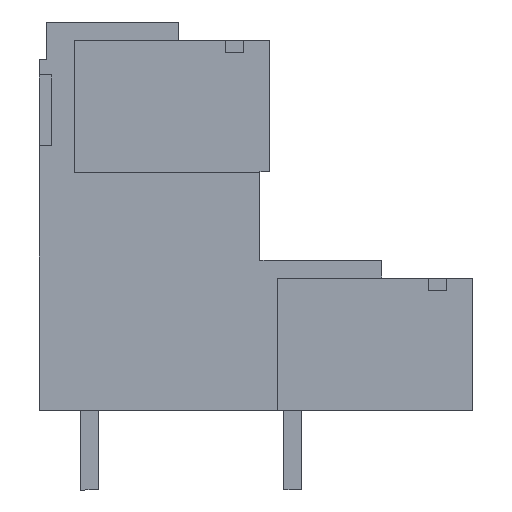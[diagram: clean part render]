
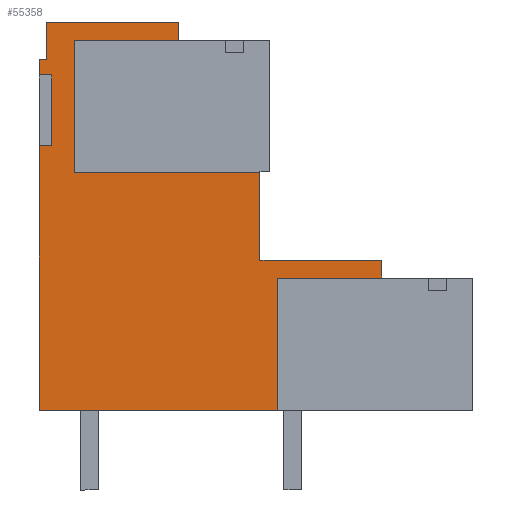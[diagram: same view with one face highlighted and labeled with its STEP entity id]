
A CAD part, left-side view. The second image highlights one B-rep face of the part: STEP entity #55358.
In plain terms, the highlighted planar face has unit normal (-1, 0, 0).
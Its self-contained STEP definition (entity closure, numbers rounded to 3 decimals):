
#55336=AXIS2_PLACEMENT_3D('Plane Axis2P3D',#55333,#55334,#55335) ;
#2861=CARTESIAN_POINT('Vertex',(3.45,5.15,12.)) ;
#2864=CARTESIAN_POINT('Line Origine',(3.45,8.1,12.)) ;
#2868=CARTESIAN_POINT('Vertex',(3.45,11.05,12.)) ;
#3960=CARTESIAN_POINT('Vertex',(3.45,5.15,13.)) ;
#3963=CARTESIAN_POINT('Line Origine',(3.45,5.15,12.5)) ;
#3991=CARTESIAN_POINT('Vertex',(3.45,12.05,13.)) ;
#3994=CARTESIAN_POINT('Line Origine',(3.45,8.6,13.)) ;
#4027=CARTESIAN_POINT('Vertex',(3.45,12.05,18.)) ;
#4030=CARTESIAN_POINT('Line Origine',(3.45,12.05,15.5)) ;
#4127=CARTESIAN_POINT('Vertex',(3.45,16.65,25.475)) ;
#4130=CARTESIAN_POINT('Line Origine',(3.45,19.6,25.475)) ;
#4134=CARTESIAN_POINT('Vertex',(3.45,22.55,25.475)) ;
#5240=CARTESIAN_POINT('Vertex',(3.45,16.65,26.5)) ;
#5243=CARTESIAN_POINT('Line Origine',(3.45,16.65,25.988)) ;
#5327=CARTESIAN_POINT('Vertex',(3.45,24.15,26.5)) ;
#5330=CARTESIAN_POINT('Line Origine',(3.45,20.4,26.5)) ;
#6037=CARTESIAN_POINT('Vertex',(3.45,24.55,24.39)) ;
#6040=CARTESIAN_POINT('Line Origine',(3.45,24.35,24.39)) ;
#6044=CARTESIAN_POINT('Vertex',(3.45,24.15,24.39)) ;
#8093=CARTESIAN_POINT('Vertex',(3.45,24.55,4.5)) ;
#8096=CARTESIAN_POINT('Line Origine',(3.45,24.55,12.)) ;
#8100=CARTESIAN_POINT('Vertex',(3.45,24.55,19.5)) ;
#8121=CARTESIAN_POINT('Vertex',(3.45,24.55,23.5)) ;
#8124=CARTESIAN_POINT('Line Origine',(3.45,24.55,23.945)) ;
#9286=CARTESIAN_POINT('Vertex',(3.45,11.05,4.5)) ;
#9289=CARTESIAN_POINT('Line Origine',(3.45,17.8,4.5)) ;
#52448=CARTESIAN_POINT('Line Origine',(3.45,22.55,21.738)) ;
#52452=CARTESIAN_POINT('Vertex',(3.45,22.55,18.)) ;
#52828=CARTESIAN_POINT('Line Origine',(3.45,17.3,18.)) ;
#54908=CARTESIAN_POINT('Line Origine',(3.45,23.85,21.5)) ;
#54912=CARTESIAN_POINT('Vertex',(3.45,23.85,23.5)) ;
#54914=CARTESIAN_POINT('Vertex',(3.45,23.85,19.5)) ;
#54972=CARTESIAN_POINT('Line Origine',(3.45,24.15,25.445)) ;
#55046=CARTESIAN_POINT('Line Origine',(3.45,24.2,19.5)) ;
#55080=CARTESIAN_POINT('Line Origine',(3.45,24.2,23.5)) ;
#55311=CARTESIAN_POINT('Line Origine',(3.45,11.05,8.25)) ;
#55333=CARTESIAN_POINT('Axis2P3D Location',(3.45,24.15,4.5)) ;
#2865=DIRECTION('Vector Direction',(0.,1.,0.)) ;
#3964=DIRECTION('Vector Direction',(0.,0.,1.)) ;
#3995=DIRECTION('Vector Direction',(0.,1.,0.)) ;
#4031=DIRECTION('Vector Direction',(0.,0.,1.)) ;
#4131=DIRECTION('Vector Direction',(0.,1.,0.)) ;
#5244=DIRECTION('Vector Direction',(0.,0.,1.)) ;
#5331=DIRECTION('Vector Direction',(0.,1.,0.)) ;
#6041=DIRECTION('Vector Direction',(0.,1.,0.)) ;
#8097=DIRECTION('Vector Direction',(0.,0.,-1.)) ;
#8125=DIRECTION('Vector Direction',(0.,0.,-1.)) ;
#9290=DIRECTION('Vector Direction',(0.,-1.,0.)) ;
#52449=DIRECTION('Vector Direction',(0.,0.,-1.)) ;
#52829=DIRECTION('Vector Direction',(0.,1.,0.)) ;
#54909=DIRECTION('Vector Direction',(0.,0.,-1.)) ;
#54973=DIRECTION('Vector Direction',(0.,0.,-1.)) ;
#55047=DIRECTION('Vector Direction',(0.,-1.,0.)) ;
#55081=DIRECTION('Vector Direction',(0.,-1.,0.)) ;
#55312=DIRECTION('Vector Direction',(0.,0.,-1.)) ;
#55334=DIRECTION('Axis2P3D Direction',(-1.,0.,0.)) ;
#55335=DIRECTION('Axis2P3D XDirection',(0.,1.,0.)) ;
#2866=VECTOR('Line Direction',#2865,1.) ;
#3965=VECTOR('Line Direction',#3964,1.) ;
#3996=VECTOR('Line Direction',#3995,1.) ;
#4032=VECTOR('Line Direction',#4031,1.) ;
#4132=VECTOR('Line Direction',#4131,1.) ;
#5245=VECTOR('Line Direction',#5244,1.) ;
#5332=VECTOR('Line Direction',#5331,1.) ;
#6042=VECTOR('Line Direction',#6041,1.) ;
#8098=VECTOR('Line Direction',#8097,1.) ;
#8126=VECTOR('Line Direction',#8125,1.) ;
#9291=VECTOR('Line Direction',#9290,1.) ;
#52450=VECTOR('Line Direction',#52449,1.) ;
#52830=VECTOR('Line Direction',#52829,1.) ;
#54910=VECTOR('Line Direction',#54909,1.) ;
#54974=VECTOR('Line Direction',#54973,1.) ;
#55048=VECTOR('Line Direction',#55047,1.) ;
#55082=VECTOR('Line Direction',#55081,1.) ;
#55313=VECTOR('Line Direction',#55312,1.) ;
#55339=ORIENTED_EDGE('',*,*,#4136,.F.) ;
#55340=ORIENTED_EDGE('',*,*,#5247,.T.) ;
#55341=ORIENTED_EDGE('',*,*,#5334,.T.) ;
#55342=ORIENTED_EDGE('',*,*,#54976,.T.) ;
#55343=ORIENTED_EDGE('',*,*,#6046,.T.) ;
#55344=ORIENTED_EDGE('',*,*,#8128,.T.) ;
#55345=ORIENTED_EDGE('',*,*,#55084,.T.) ;
#55346=ORIENTED_EDGE('',*,*,#54916,.T.) ;
#55347=ORIENTED_EDGE('',*,*,#55050,.F.) ;
#55348=ORIENTED_EDGE('',*,*,#8102,.T.) ;
#55349=ORIENTED_EDGE('',*,*,#9293,.T.) ;
#55350=ORIENTED_EDGE('',*,*,#55315,.F.) ;
#55351=ORIENTED_EDGE('',*,*,#2870,.F.) ;
#55352=ORIENTED_EDGE('',*,*,#3967,.T.) ;
#55353=ORIENTED_EDGE('',*,*,#3998,.T.) ;
#55354=ORIENTED_EDGE('',*,*,#4034,.T.) ;
#55355=ORIENTED_EDGE('',*,*,#52832,.T.) ;
#55356=ORIENTED_EDGE('',*,*,#52454,.F.) ;
#55358=ADVANCED_FACE('HOUSING',(#55357),#55337,.T.) ;
#2870=EDGE_CURVE('',#2862,#2869,#2867,.T.) ;
#3967=EDGE_CURVE('',#2862,#3961,#3966,.T.) ;
#3998=EDGE_CURVE('',#3961,#3992,#3997,.T.) ;
#4034=EDGE_CURVE('',#3992,#4028,#4033,.T.) ;
#4136=EDGE_CURVE('',#4128,#4135,#4133,.T.) ;
#5247=EDGE_CURVE('',#4128,#5241,#5246,.T.) ;
#5334=EDGE_CURVE('',#5241,#5328,#5333,.T.) ;
#6046=EDGE_CURVE('',#6045,#6038,#6043,.T.) ;
#8102=EDGE_CURVE('',#8101,#8094,#8099,.T.) ;
#8128=EDGE_CURVE('',#6038,#8122,#8127,.T.) ;
#9293=EDGE_CURVE('',#8094,#9287,#9292,.T.) ;
#52454=EDGE_CURVE('',#4135,#52453,#52451,.T.) ;
#52832=EDGE_CURVE('',#4028,#52453,#52831,.T.) ;
#54916=EDGE_CURVE('',#54913,#54915,#54911,.T.) ;
#54976=EDGE_CURVE('',#5328,#6045,#54975,.T.) ;
#55050=EDGE_CURVE('',#8101,#54915,#55049,.T.) ;
#55084=EDGE_CURVE('',#8122,#54913,#55083,.T.) ;
#55315=EDGE_CURVE('',#2869,#9287,#55314,.T.) ;
#55338=EDGE_LOOP('',(#55339,#55340,#55341,#55342,#55343,#55344,#55345,#55346,#55347,#55348,#55349,#55350,#55351,#55352,#55353,#55354,#55355,#55356)) ;
#55357=FACE_OUTER_BOUND('',#55338,.T.) ;
#2867=LINE('Line',#2864,#2866) ;
#3966=LINE('Line',#3963,#3965) ;
#3997=LINE('Line',#3994,#3996) ;
#4033=LINE('Line',#4030,#4032) ;
#4133=LINE('Line',#4130,#4132) ;
#5246=LINE('Line',#5243,#5245) ;
#5333=LINE('Line',#5330,#5332) ;
#6043=LINE('Line',#6040,#6042) ;
#8099=LINE('Line',#8096,#8098) ;
#8127=LINE('Line',#8124,#8126) ;
#9292=LINE('Line',#9289,#9291) ;
#52451=LINE('Line',#52448,#52450) ;
#52831=LINE('Line',#52828,#52830) ;
#54911=LINE('Line',#54908,#54910) ;
#54975=LINE('Line',#54972,#54974) ;
#55049=LINE('Line',#55046,#55048) ;
#55083=LINE('Line',#55080,#55082) ;
#55314=LINE('Line',#55311,#55313) ;
#55337=PLANE('',#55336) ;
#2862=VERTEX_POINT('',#2861) ;
#2869=VERTEX_POINT('',#2868) ;
#3961=VERTEX_POINT('',#3960) ;
#3992=VERTEX_POINT('',#3991) ;
#4028=VERTEX_POINT('',#4027) ;
#4128=VERTEX_POINT('',#4127) ;
#4135=VERTEX_POINT('',#4134) ;
#5241=VERTEX_POINT('',#5240) ;
#5328=VERTEX_POINT('',#5327) ;
#6038=VERTEX_POINT('',#6037) ;
#6045=VERTEX_POINT('',#6044) ;
#8094=VERTEX_POINT('',#8093) ;
#8101=VERTEX_POINT('',#8100) ;
#8122=VERTEX_POINT('',#8121) ;
#9287=VERTEX_POINT('',#9286) ;
#52453=VERTEX_POINT('',#52452) ;
#54913=VERTEX_POINT('',#54912) ;
#54915=VERTEX_POINT('',#54914) ;
